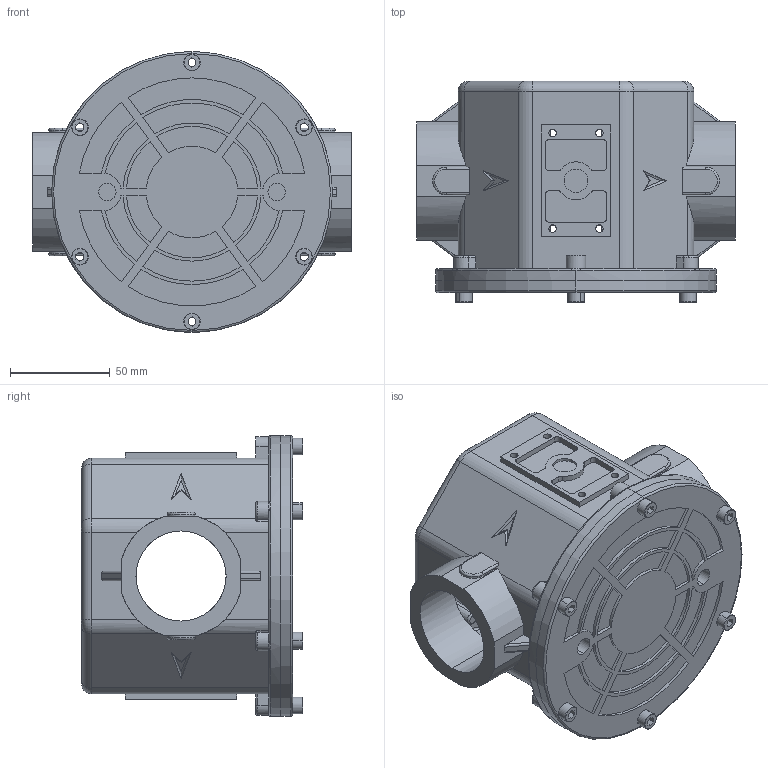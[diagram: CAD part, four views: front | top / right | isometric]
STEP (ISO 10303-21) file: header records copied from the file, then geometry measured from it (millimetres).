
FILE_DESCRIPTION (( 'STEP AP203' ), '1' );
FILE_NAME ('GF40.STEP', '2023-10-30T05:49:10', ( '' ), ( '' ), 'SwSTEP 2.0', 'SolidWorks 2018', '' );
FILE_SCHEMA (( 'CONFIG_CONTROL_DESIGN' ));
Length unit declared in the file: millimetre
Products named in the file (1): GF40
Bounding box: 160 x 111 x 141 mm (x, y, z)
Surface area: 151940.5 mm2 (no closed solid volume)
Topology: 0 solids, 13 shells, 483 faces, 1389 edges, 947 vertices
Faces by surface type: cylinder 219, plane 210, torus 32, cone 16, bspline 6
Entity records: 16711 total; most frequent: CARTESIAN_POINT 3759, DIRECTION 2769, ORIENTED_EDGE 2552, EDGE_CURVE 1389, AXIS2_PLACEMENT_3D 995, VERTEX_POINT 947, VECTOR 779, LINE 779
